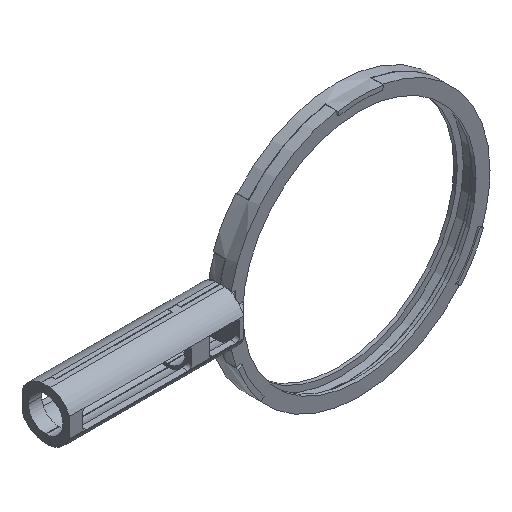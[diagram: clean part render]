
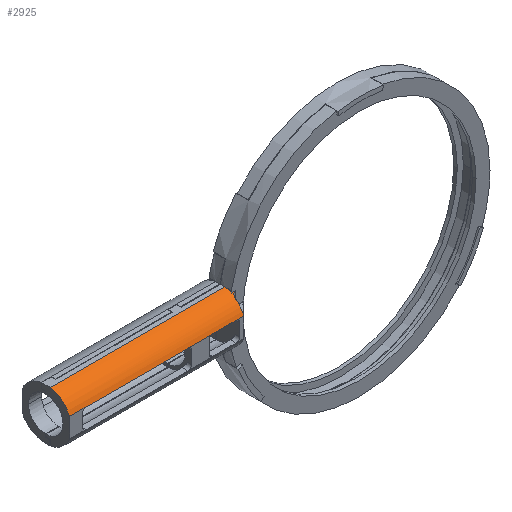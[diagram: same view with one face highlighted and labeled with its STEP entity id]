
A CAD part, isometric view. The second image highlights one B-rep face of the part: STEP entity #2925.
In plain terms, the highlighted cylindrical face has radius 5.894 mm (diameter 11.789 mm), a partial arc.
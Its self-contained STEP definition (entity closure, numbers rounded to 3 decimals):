
#8 = LINE ( 'NONE', #2876, #2477 ) ;
#35 = DIRECTION ( 'NONE',  ( -1., 0., 0. ) ) ;
#56 = ORIENTED_EDGE ( 'NONE', *, *, #192, .T. ) ;
#166 = CARTESIAN_POINT ( 'NONE',  ( -29.364, 4.872, 3.32 ) ) ;
#184 = CARTESIAN_POINT ( 'NONE',  ( -28.528, 5.314, 2.55 ) ) ;
#192 = EDGE_CURVE ( 'NONE', #1050, #2443, #8, .T. ) ;
#253 = ORIENTED_EDGE ( 'NONE', *, *, #347, .F. ) ;
#264 = CARTESIAN_POINT ( 'NONE',  ( -23.726, 0., 0. ) ) ;
#347 = EDGE_CURVE ( 'NONE', #2712, #1675, #2285, .T. ) ;
#448 = CARTESIAN_POINT ( 'NONE',  ( -29.383, 5.314, 2.55 ) ) ;
#474 = EDGE_LOOP ( 'NONE', ( #56, #2421, #1321, #1490, #1521, #1279, #932, #1172, #968, #253, #1087 ) ) ;
#522 = VECTOR ( 'NONE', #35, 1000. ) ;
#612 = CARTESIAN_POINT ( 'NONE',  ( -65.583, 2.245, 5.45 ) ) ;
#615 = CARTESIAN_POINT ( 'NONE',  ( -41.383, 2.245, 5.45 ) ) ;
#633 = VERTEX_POINT ( 'NONE', #1265 ) ;
#687 = DIRECTION ( 'NONE',  ( 1., 0., 0. ) ) ;
#688 = AXIS2_PLACEMENT_3D ( 'NONE', #1518, #978, #2723 ) ;
#689 = CARTESIAN_POINT ( 'NONE',  ( -29.383, 4.792, 3.435 ) ) ;
#732 = CARTESIAN_POINT ( 'NONE',  ( -29.383, 5.314, 2.55 ) ) ;
#758 = CARTESIAN_POINT ( 'NONE',  ( -28.383, 5.314, 2.55 ) ) ;
#835 = CARTESIAN_POINT ( 'NONE',  ( -36.583, 2.245, 5.45 ) ) ;
#871 = CARTESIAN_POINT ( 'NONE',  ( -29.383, 5.8, 1.05 ) ) ;
#904 = CARTESIAN_POINT ( 'NONE',  ( -29.28, 5.021, 3.091 ) ) ;
#932 = ORIENTED_EDGE ( 'NONE', *, *, #1663, .F. ) ;
#933 = CARTESIAN_POINT ( 'NONE',  ( -28.669, 5.299, 2.582 ) ) ;
#968 = ORIENTED_EDGE ( 'NONE', *, *, #1489, .T. ) ;
#978 = DIRECTION ( 'NONE',  ( 1., 0., 0. ) ) ;
#983 = DIRECTION ( 'NONE',  ( 0., 0., 1. ) ) ;
#985 = CARTESIAN_POINT ( 'NONE',  ( -23.726, 2.245, 5.45 ) ) ;
#1019 = CARTESIAN_POINT ( 'NONE',  ( -30.383, 2.245, 5.45 ) ) ;
#1050 = VERTEX_POINT ( 'NONE', #871 ) ;
#1077 = EDGE_CURVE ( 'NONE', #2600, #2567, #1987, .T. ) ;
#1087 = ORIENTED_EDGE ( 'NONE', *, *, #3128, .F. ) ;
#1172 = ORIENTED_EDGE ( 'NONE', *, *, #1621, .F. ) ;
#1209 = CIRCLE ( 'NONE', #2842, 5.894 ) ;
#1239 = VECTOR ( 'NONE', #2762, 1000. ) ;
#1265 = CARTESIAN_POINT ( 'NONE',  ( -69.383, 2.245, 5.45 ) ) ;
#1270 = LINE ( 'NONE', #1863, #1277 ) ;
#1277 = VECTOR ( 'NONE', #1611, 1000. ) ;
#1279 = ORIENTED_EDGE ( 'NONE', *, *, #2392, .F. ) ;
#1321 = ORIENTED_EDGE ( 'NONE', *, *, #2508, .F. ) ;
#1325 = VECTOR ( 'NONE', #2551, 1000. ) ;
#1345 = EDGE_CURVE ( 'NONE', #633, #2443, #1209, .T. ) ;
#1395 = CARTESIAN_POINT ( 'NONE',  ( -29.383, 4.705, 3.55 ) ) ;
#1409 = VERTEX_POINT ( 'NONE', #835 ) ;
#1411 = CARTESIAN_POINT ( 'NONE',  ( -29.215, 5.087, 2.979 ) ) ;
#1453 = VERTEX_POINT ( 'NONE', #1395 ) ;
#1489 = EDGE_CURVE ( 'NONE', #1453, #1675, #3096, .T. ) ;
#1490 = ORIENTED_EDGE ( 'NONE', *, *, #1077, .F. ) ;
#1518 = CARTESIAN_POINT ( 'NONE',  ( -29.383, 0., 0. ) ) ;
#1520 = DIRECTION ( 'NONE',  ( -1., 0., 0. ) ) ;
#1521 = ORIENTED_EDGE ( 'NONE', *, *, #1696, .F. ) ;
#1611 = DIRECTION ( 'NONE',  ( -1., 0., 0. ) ) ;
#1621 = EDGE_CURVE ( 'NONE', #1453, #2193, #1788, .T. ) ;
#1638 = DIRECTION ( 'NONE',  ( -1., 0., 0. ) ) ;
#1663 = EDGE_CURVE ( 'NONE', #2193, #2113, #1985, .T. ) ;
#1665 = CARTESIAN_POINT ( 'NONE',  ( -28.926, 5.241, 2.699 ) ) ;
#1667 = VECTOR ( 'NONE', #687, 1000. ) ;
#1675 = VERTEX_POINT ( 'NONE', #758 ) ;
#1696 = EDGE_CURVE ( 'NONE', #1409, #2600, #3097, .T. ) ;
#1785 = CIRCLE ( 'NONE', #3160, 5.894 ) ;
#1788 = CIRCLE ( 'NONE', #688, 5.894 ) ;
#1841 = CARTESIAN_POINT ( 'NONE',  ( -69.383, 5.8, 1.05 ) ) ;
#1854 = DIRECTION ( 'NONE',  ( 1., 0., 0. ) ) ;
#1863 = CARTESIAN_POINT ( 'NONE',  ( -23.726, 2.245, 5.45 ) ) ;
#1886 = DIRECTION ( 'NONE',  ( 0., 0., 1. ) ) ;
#1985 = LINE ( 'NONE', #985, #522 ) ;
#1987 = LINE ( 'NONE', #615, #1325 ) ;
#2036 = CARTESIAN_POINT ( 'NONE',  ( -42.183, 2.245, 5.45 ) ) ;
#2113 = VERTEX_POINT ( 'NONE', #2761 ) ;
#2184 = LINE ( 'NONE', #1019, #2289 ) ;
#2193 = VERTEX_POINT ( 'NONE', #3074 ) ;
#2239 = CARTESIAN_POINT ( 'NONE',  ( -23.726, 2.245, 5.45 ) ) ;
#2285 = LINE ( 'NONE', #448, #1667 ) ;
#2289 = VECTOR ( 'NONE', #1520, 1000. ) ;
#2328 = CARTESIAN_POINT ( 'NONE',  ( -29.383, 0., 0. ) ) ;
#2392 = EDGE_CURVE ( 'NONE', #2113, #1409, #2184, .T. ) ;
#2404 = CYLINDRICAL_SURFACE ( 'NONE', #2665, 5.894 ) ;
#2414 = CARTESIAN_POINT ( 'NONE',  ( -28.383, 5.314, 2.55 ) ) ;
#2421 = ORIENTED_EDGE ( 'NONE', *, *, #1345, .F. ) ;
#2443 = VERTEX_POINT ( 'NONE', #1841 ) ;
#2475 = DIRECTION ( 'NONE',  ( -1., 0., 0. ) ) ;
#2477 = VECTOR ( 'NONE', #3110, 1000. ) ;
#2508 = EDGE_CURVE ( 'NONE', #2567, #633, #1270, .T. ) ;
#2514 = CARTESIAN_POINT ( 'NONE',  ( -69.383, 0., 0. ) ) ;
#2551 = DIRECTION ( 'NONE',  ( -1., 0., 0. ) ) ;
#2567 = VERTEX_POINT ( 'NONE', #612 ) ;
#2600 = VERTEX_POINT ( 'NONE', #2036 ) ;
#2602 = DIRECTION ( 'NONE',  ( 0., 0., -1. ) ) ;
#2605 = FACE_OUTER_BOUND ( 'NONE', #474, .T. ) ;
#2629 = CARTESIAN_POINT ( 'NONE',  ( -29.383, 4.705, 3.55 ) ) ;
#2665 = AXIS2_PLACEMENT_3D ( 'NONE', #264, #2475, #983 ) ;
#2712 = VERTEX_POINT ( 'NONE', #732 ) ;
#2723 = DIRECTION ( 'NONE',  ( 0., 0., 1. ) ) ;
#2761 = CARTESIAN_POINT ( 'NONE',  ( -31.183, 2.245, 5.45 ) ) ;
#2762 = DIRECTION ( 'NONE',  ( -1., 0., 0. ) ) ;
#2842 = AXIS2_PLACEMENT_3D ( 'NONE', #2514, #1638, #2602 ) ;
#2876 = CARTESIAN_POINT ( 'NONE',  ( -23.726, 5.8, 1.05 ) ) ;
#2925 = ADVANCED_FACE ( 'NONE', ( #2605 ), #2404, .T. ) ;
#3074 = CARTESIAN_POINT ( 'NONE',  ( -29.383, 2.245, 5.45 ) ) ;
#3096 = B_SPLINE_CURVE_WITH_KNOTS ( 'NONE', 3,
 ( #2629, #689, #166, #904, #1411, #3152, #1665, #933, #184, #2414 ),
 .UNSPECIFIED., .F., .F.,
 ( 4, 2, 2, 2, 4 ),
 ( 0., 0., 0.001, 0.001, 0.002 ),
 .UNSPECIFIED. ) ;
#3097 = LINE ( 'NONE', #2239, #1239 ) ;
#3110 = DIRECTION ( 'NONE',  ( -1., 0., 0. ) ) ;
#3128 = EDGE_CURVE ( 'NONE', #1050, #2712, #1785, .T. ) ;
#3152 = CARTESIAN_POINT ( 'NONE',  ( -29.037, 5.198, 2.782 ) ) ;
#3160 = AXIS2_PLACEMENT_3D ( 'NONE', #2328, #1854, #1886 ) ;
